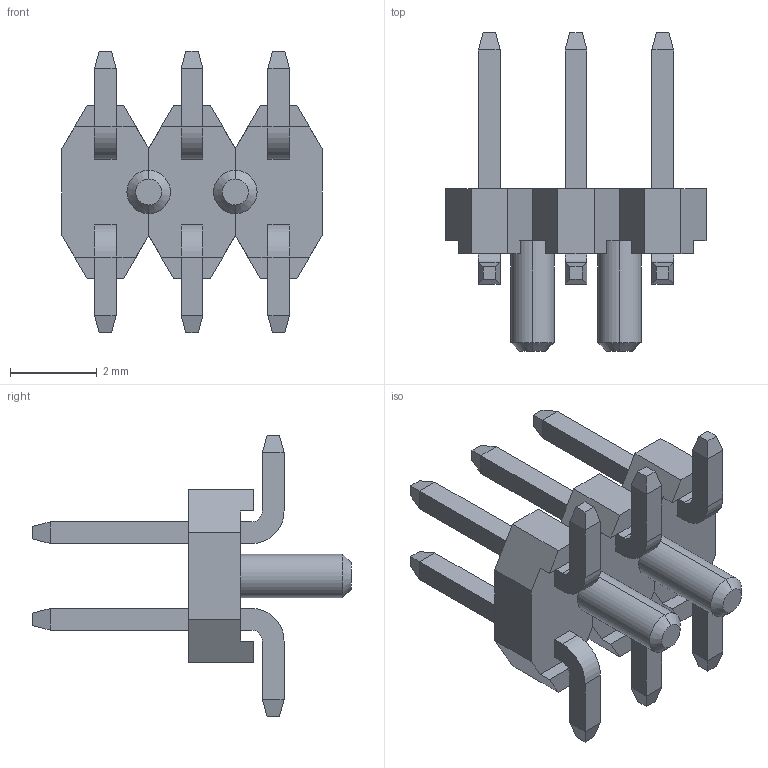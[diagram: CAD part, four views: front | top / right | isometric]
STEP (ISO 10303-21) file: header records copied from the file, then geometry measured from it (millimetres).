
FILE_DESCRIPTION (( 'STEP AP214' ), '1' );
FILE_NAME ('NRPN032MAMP-RC.STEP', '2024-11-20T20:54:10', ( '' ), ( '' ), 'SwSTEP 2.0', 'SolidWorks 2021', '' );
FILE_SCHEMA (( 'AUTOMOTIVE_DESIGN' ));
Length unit declared in the file: millimetre
Products named in the file (3): NRPN032MAMP-RC; Pin - Gold; NRPN022MAMP-RC_N03
Assembly tree (4 placements, depth 2):
  NRPN032MAMP-RC
    NRPN022MAMP-RC_N03
    Pin - Gold  x3
Bounding box: 6 x 7.35 x 6.5 mm (x, y, z)
Volume: 38.7 mm3; surface area: 204.3 mm2
Topology: 11 solids, 11 shells, 186 faces, 440 edges, 276 vertices
Faces by surface type: plane 166, cylinder 16, cone 4
Entity records: 3479 total; most frequent: CARTESIAN_POINT 581, ORIENTED_EDGE 560, DIRECTION 542, EDGE_CURVE 280, LINE 260, VECTOR 260, VERTEX_POINT 180, AXIS2_PLACEMENT_3D 141
